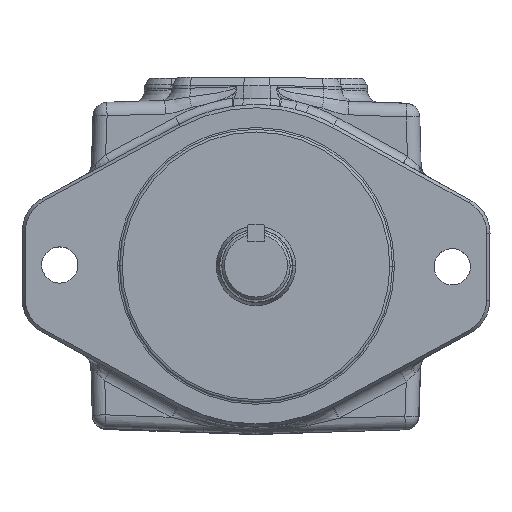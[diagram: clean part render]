
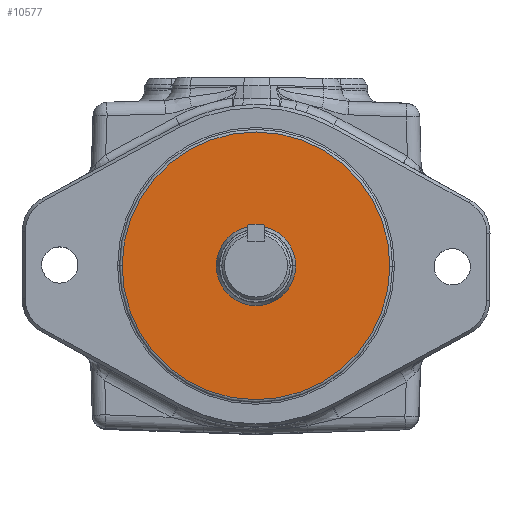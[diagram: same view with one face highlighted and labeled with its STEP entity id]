
A CAD part, top view. The second image highlights one B-rep face of the part: STEP entity #10577.
In plain terms, the highlighted planar face has unit normal (0, 0, 1).
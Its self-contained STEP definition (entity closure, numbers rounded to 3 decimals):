
#333 = ORIENTED_EDGE ( 'NONE', *, *, #10701, .T. ) ;
#1312 = DIRECTION ( 'NONE',  ( 1., 0., 0. ) ) ;
#2082 = ORIENTED_EDGE ( 'NONE', *, *, #17960, .F. ) ;
#2181 = DIRECTION ( 'NONE',  ( 1., -0.005, 0. ) ) ;
#2429 = DIRECTION ( 'NONE',  ( 0., 0., 1. ) ) ;
#2853 = CARTESIAN_POINT ( 'NONE',  ( 0., 0., 65. ) ) ;
#3947 = CIRCLE ( 'NONE', #8842, 14.796 ) ;
#4481 = CARTESIAN_POINT ( 'NONE',  ( 0., 0., 65. ) ) ;
#4768 = CARTESIAN_POINT ( 'NONE',  ( 0., 0., 65. ) ) ;
#5753 = EDGE_CURVE ( 'NONE', #22599, #7867, #19712, .T. ) ;
#5826 = CARTESIAN_POINT ( 'NONE',  ( -14.796, 0., 65. ) ) ;
#7103 = CARTESIAN_POINT ( 'NONE',  ( 14.796, 0., 65. ) ) ;
#7867 = VERTEX_POINT ( 'NONE', #7103 ) ;
#8700 = EDGE_LOOP ( 'NONE', ( #2082, #17165 ) ) ;
#8842 = AXIS2_PLACEMENT_3D ( 'NONE', #2853, #8874, #1312 ) ;
#8874 = DIRECTION ( 'NONE',  ( 0., 0., 1. ) ) ;
#9211 = DIRECTION ( 'NONE',  ( 0., 0., 1. ) ) ;
#10577 = ADVANCED_FACE ( 'Defeatured_0_559', ( #13715, #21261 ), #15494, .T. ) ;
#10701 = EDGE_CURVE ( 'NONE', #14523, #19732, #15644, .T. ) ;
#11263 = DIRECTION ( 'NONE',  ( 1., 0., 0. ) ) ;
#11399 = EDGE_CURVE ( 'NONE', #19732, #14523, #19347, .T. ) ;
#11516 = EDGE_LOOP ( 'NONE', ( #13070, #333 ) ) ;
#13070 = ORIENTED_EDGE ( 'NONE', *, *, #11399, .T. ) ;
#13609 = AXIS2_PLACEMENT_3D ( 'NONE', #17541, #25135, #2181 ) ;
#13715 = FACE_BOUND ( 'NONE', #8700, .T. ) ;
#14523 = VERTEX_POINT ( 'NONE', #21056 ) ;
#15465 = CARTESIAN_POINT ( 'NONE',  ( 49.799, -0.226, 65. ) ) ;
#15494 = PLANE ( 'NONE',  #13609 ) ;
#15644 = CIRCLE ( 'NONE', #21375, 49.8 ) ;
#15668 = AXIS2_PLACEMENT_3D ( 'NONE', #4768, #20372, #19091 ) ;
#17165 = ORIENTED_EDGE ( 'NONE', *, *, #5753, .F. ) ;
#17541 = CARTESIAN_POINT ( 'NONE',  ( 0., 0., 65. ) ) ;
#17960 = EDGE_CURVE ( 'NONE', #7867, #22599, #3947, .T. ) ;
#18059 = AXIS2_PLACEMENT_3D ( 'NONE', #20591, #9211, #11263 ) ;
#19091 = DIRECTION ( 'NONE',  ( 1., -0.005, 0. ) ) ;
#19347 = CIRCLE ( 'NONE', #15668, 49.8 ) ;
#19712 = CIRCLE ( 'NONE', #18059, 14.796 ) ;
#19732 = VERTEX_POINT ( 'NONE', #15465 ) ;
#20082 = DIRECTION ( 'NONE',  ( 1., -0.005, 0. ) ) ;
#20372 = DIRECTION ( 'NONE',  ( 0., 0., 1. ) ) ;
#20591 = CARTESIAN_POINT ( 'NONE',  ( 0., 0., 65. ) ) ;
#21056 = CARTESIAN_POINT ( 'NONE',  ( -49.799, 0.226, 65. ) ) ;
#21261 = FACE_OUTER_BOUND ( 'NONE', #11516, .T. ) ;
#21375 = AXIS2_PLACEMENT_3D ( 'NONE', #4481, #2429, #20082 ) ;
#22599 = VERTEX_POINT ( 'NONE', #5826 ) ;
#25135 = DIRECTION ( 'NONE',  ( 0., 0., 1. ) ) ;
